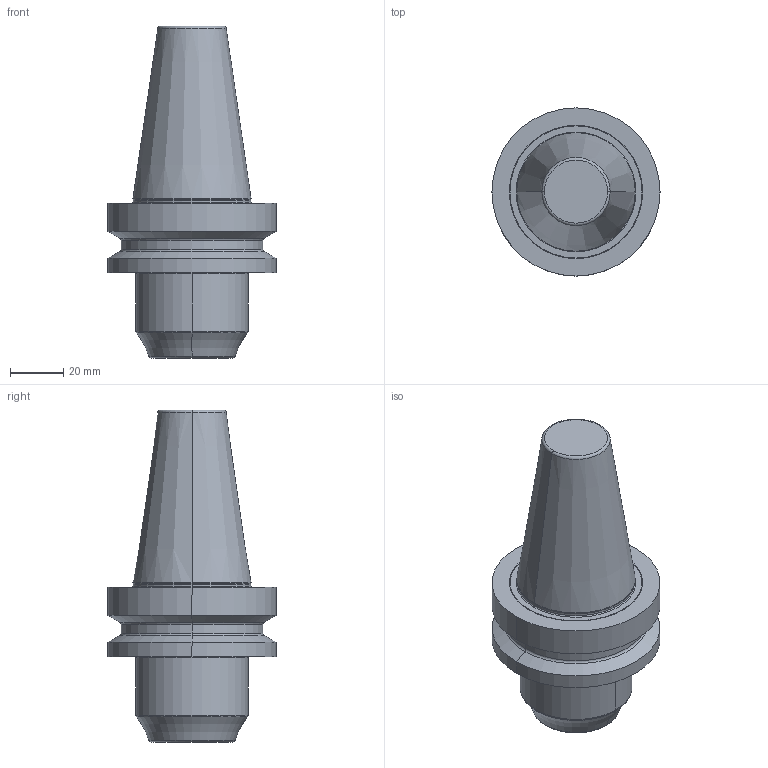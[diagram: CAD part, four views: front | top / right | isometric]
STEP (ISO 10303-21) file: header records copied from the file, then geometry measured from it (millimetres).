
FILE_DESCRIPTION((''),'2;1');
FILE_NAME('607463344-000-00-E43','2020-09-10T14:20:38',('bahnemannr'),(''),'CREO PARAMETRIC BY PTC INC, 2019030','CREO PARAMETRIC BY PTC INC, 2019030','');
FILE_SCHEMA(('AP242_MANAGED_MODEL_BASED_3D_ENGINEERING_MIM_LF { 1 0 10303 442 1 1 4 }'));
Length unit declared in the file: millimetre
Products named in the file (1): 607463344-000-00-E43
Bounding box: 63 x 63 x 124.4 mm (x, y, z)
Volume: 175768.7 mm3; surface area: 23783.3 mm2
Topology: 1 solids, 1 shells, 50 faces, 98 edges, 54 vertices
Faces by surface type: torus 22, cylinder 12, cone 10, plane 6
Entity records: 2161 total; most frequent: DIRECTION 282, CARTESIAN_POINT 208, ORIENTED_EDGE 196, AXIS2_PLACEMENT_3D 130, PRESENTATION_STYLE_ASSIGNMENT 102, STYLED_ITEM 102, CURVE_STYLE 101, EDGE_CURVE 98
